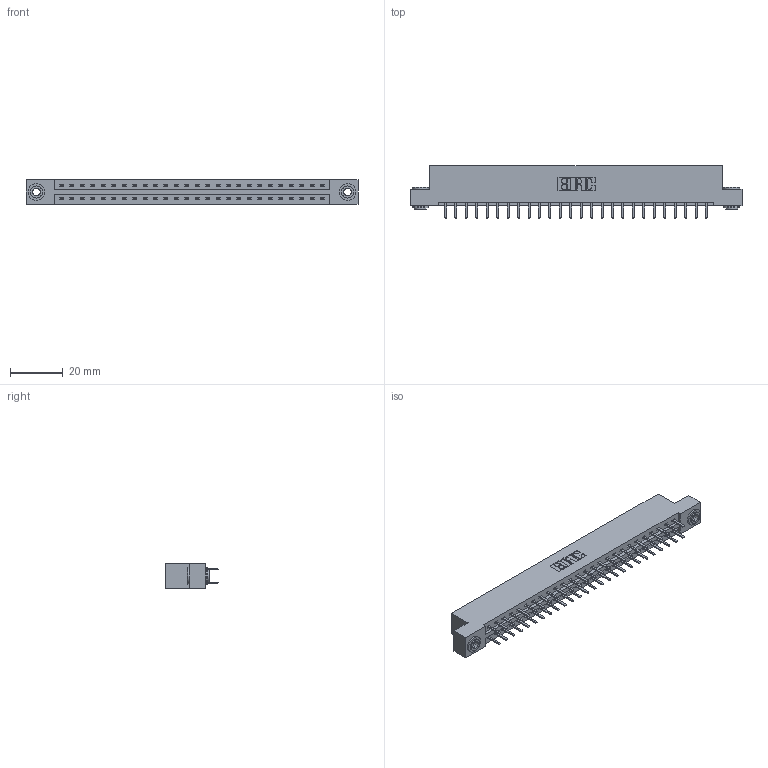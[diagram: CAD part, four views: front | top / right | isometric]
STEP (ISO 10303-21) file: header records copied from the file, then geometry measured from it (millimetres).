
FILE_DESCRIPTION (( 'STEP AP203' ), '1' );
FILE_NAME ('387-052-520-203.STEP', '2018-09-20T09:36:35', ( '' ), ( '' ), 'SwSTEP 2.0', 'SolidWorks 2016', '' );
FILE_SCHEMA (( 'CONFIG_CONTROL_DESIGN' ));
Length unit declared in the file: inch
Products named in the file (4): 345-250-002_345-250-002-102; 387-052-520-203; 337 Part_Flush Mounting Lugs - 0.156 Dia-TH; 345-292-001_345-293-120
Assembly tree (55 placements, depth 2):
  387-052-520-203
    337 Part_Flush Mounting Lugs - 0.156 Dia-TH
    345-292-001_345-293-120  x52
    345-250-002_345-250-002-102  x2
Bounding box: 126.03 x 20.02 x 9.4 mm (x, y, z)
Volume: 13066.1 mm3; surface area: 14775 mm2
Topology: 55 solids, 55 shells, 3168 faces, 9175 edges, 5974 vertices
Faces by surface type: plane 2160, cylinder 1000, cone 8
Entity records: 22992 total; most frequent: CARTESIAN_POINT 3873, ORIENTED_EDGE 3790, DIRECTION 3345, EDGE_CURVE 1895, LINE 1739, VECTOR 1739, VERTEX_POINT 1258, AXIS2_PLACEMENT_3D 803
